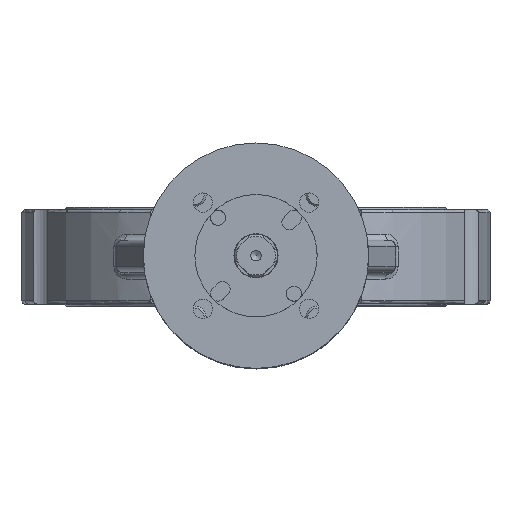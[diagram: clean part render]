
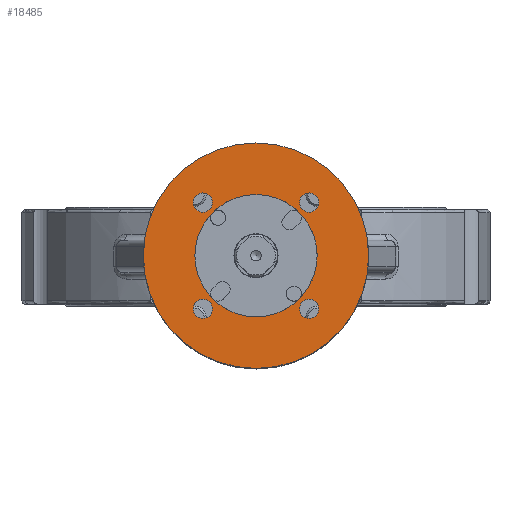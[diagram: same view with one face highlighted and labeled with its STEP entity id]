
A CAD part, top view. The second image highlights one B-rep face of the part: STEP entity #18485.
In plain terms, the highlighted planar face has unit normal (0, 0, 1).
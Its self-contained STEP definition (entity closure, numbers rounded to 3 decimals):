
#793=FACE_BOUND('',#6055,.T.);
#794=FACE_BOUND('',#6056,.T.);
#795=FACE_BOUND('',#6057,.T.);
#796=FACE_BOUND('',#6058,.T.);
#797=FACE_BOUND('',#6059,.T.);
#3807=PLANE('',#20282);
#4868=FACE_OUTER_BOUND('',#6054,.T.);
#6054=EDGE_LOOP('',(#16451));
#6055=EDGE_LOOP('',(#16452));
#6056=EDGE_LOOP('',(#16453));
#6057=EDGE_LOOP('',(#16454));
#6058=EDGE_LOOP('',(#16455));
#6059=EDGE_LOOP('',(#16456));
#7383=CIRCLE('',#20256,28.5);
#7392=CIRCLE('',#20283,52.5);
#7393=CIRCLE('',#20284,4.5);
#7394=CIRCLE('',#20285,4.5);
#7395=CIRCLE('',#20286,4.5);
#7396=CIRCLE('',#20287,4.5);
#9010=VERTEX_POINT('',#34629);
#9035=VERTEX_POINT('',#34713);
#9036=VERTEX_POINT('',#34715);
#9037=VERTEX_POINT('',#34717);
#9038=VERTEX_POINT('',#34719);
#9039=VERTEX_POINT('',#34721);
#11518=EDGE_CURVE('',#9010,#9010,#7383,.T.);
#11559=EDGE_CURVE('',#9035,#9035,#7392,.T.);
#11560=EDGE_CURVE('',#9036,#9036,#7393,.T.);
#11561=EDGE_CURVE('',#9037,#9037,#7394,.T.);
#11562=EDGE_CURVE('',#9038,#9038,#7395,.T.);
#11563=EDGE_CURVE('',#9039,#9039,#7396,.T.);
#16451=ORIENTED_EDGE('',*,*,#11559,.F.);
#16452=ORIENTED_EDGE('',*,*,#11518,.T.);
#16453=ORIENTED_EDGE('',*,*,#11560,.T.);
#16454=ORIENTED_EDGE('',*,*,#11561,.T.);
#16455=ORIENTED_EDGE('',*,*,#11562,.T.);
#16456=ORIENTED_EDGE('',*,*,#11563,.T.);
#18485=ADVANCED_FACE('',(#4868,#793,#794,#795,#796,#797),#3807,.F.);
#20256=AXIS2_PLACEMENT_3D('',#34630,#24234,#24235);
#20282=AXIS2_PLACEMENT_3D('',#34712,#24318,#24319);
#20283=AXIS2_PLACEMENT_3D('',#34714,#24320,#24321);
#20284=AXIS2_PLACEMENT_3D('',#34716,#24322,#24323);
#20285=AXIS2_PLACEMENT_3D('',#34718,#24324,#24325);
#20286=AXIS2_PLACEMENT_3D('',#34720,#24326,#24327);
#20287=AXIS2_PLACEMENT_3D('',#34722,#24328,#24329);
#24234=DIRECTION('center_axis',(0.,0.,-1.));
#24235=DIRECTION('ref_axis',(-1.,0.,0.));
#24318=DIRECTION('center_axis',(0.,0.,-1.));
#24319=DIRECTION('ref_axis',(-1.,0.,0.));
#24320=DIRECTION('center_axis',(0.,0.,-1.));
#24321=DIRECTION('ref_axis',(-1.,0.,0.));
#24322=DIRECTION('center_axis',(0.,0.,-1.));
#24323=DIRECTION('ref_axis',(-1.,0.,0.));
#24324=DIRECTION('center_axis',(0.,0.,-1.));
#24325=DIRECTION('ref_axis',(0.,-1.,0.));
#24326=DIRECTION('center_axis',(0.,0.,-1.));
#24327=DIRECTION('ref_axis',(1.,0.,0.));
#24328=DIRECTION('center_axis',(0.,0.,-1.));
#24329=DIRECTION('ref_axis',(0.,1.,0.));
#34629=CARTESIAN_POINT('',(28.5,0.,144.));
#34630=CARTESIAN_POINT('Origin',(0.,0.,144.));
#34712=CARTESIAN_POINT('Origin',(0.,0.,144.));
#34713=CARTESIAN_POINT('',(52.5,0.,144.));
#34714=CARTESIAN_POINT('Origin',(0.,0.,144.));
#34715=CARTESIAN_POINT('',(29.249,24.749,144.));
#34716=CARTESIAN_POINT('Origin',(24.749,24.749,144.));
#34717=CARTESIAN_POINT('',(-24.749,29.249,144.));
#34718=CARTESIAN_POINT('Origin',(-24.749,24.749,144.));
#34719=CARTESIAN_POINT('',(-29.249,-24.749,144.));
#34720=CARTESIAN_POINT('Origin',(-24.749,-24.749,144.));
#34721=CARTESIAN_POINT('',(24.749,-29.249,144.));
#34722=CARTESIAN_POINT('Origin',(24.749,-24.749,144.));
